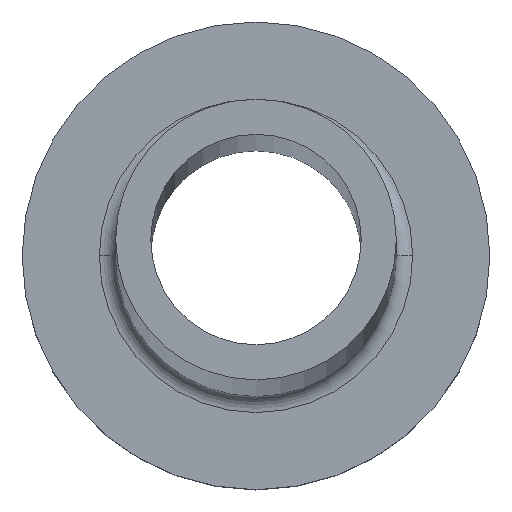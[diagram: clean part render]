
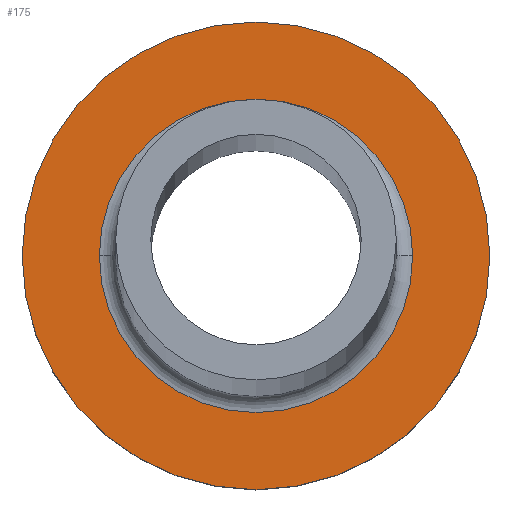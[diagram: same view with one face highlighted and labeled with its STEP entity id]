
A CAD part, top view. The second image highlights one B-rep face of the part: STEP entity #175.
In plain terms, the highlighted planar face has unit normal (0, 0, 1).
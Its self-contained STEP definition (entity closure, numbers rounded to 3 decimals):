
#5 = CIRCLE ( 'NONE', #249, 6.7 ) ;
#13 = FACE_OUTER_BOUND ( 'NONE', #355, .T. ) ;
#17 = VERTEX_POINT ( 'NONE', #248 ) ;
#22 = ORIENTED_EDGE ( 'NONE', *, *, #269, .T. ) ;
#26 = DIRECTION ( 'NONE',  ( 0., 0., 1. ) ) ;
#59 = CIRCLE ( 'NONE', #267, 10. ) ;
#64 = CARTESIAN_POINT ( 'NONE',  ( -10., 0., 7. ) ) ;
#67 = DIRECTION ( 'NONE',  ( 0., 0., -1. ) ) ;
#73 = DIRECTION ( 'NONE',  ( 1., 0., 0. ) ) ;
#98 = AXIS2_PLACEMENT_3D ( 'NONE', #102, #67, #335 ) ;
#102 = CARTESIAN_POINT ( 'NONE',  ( 0., 0., 7. ) ) ;
#130 = DIRECTION ( 'NONE',  ( 0., 0., -1. ) ) ;
#138 = DIRECTION ( 'NONE',  ( 1., 0., 0. ) ) ;
#154 = EDGE_CURVE ( 'NONE', #275, #173, #59, .T. ) ;
#164 = CARTESIAN_POINT ( 'NONE',  ( 0., 0., 7. ) ) ;
#168 = PLANE ( 'NONE',  #301 ) ;
#169 = ORIENTED_EDGE ( 'NONE', *, *, #273, .T. ) ;
#171 = CARTESIAN_POINT ( 'NONE',  ( 0., 0., 7. ) ) ;
#173 = VERTEX_POINT ( 'NONE', #264 ) ;
#175 = ADVANCED_FACE ( 'NONE', ( #189, #13 ), #168, .T. ) ;
#184 = CIRCLE ( 'NONE', #211, 10. ) ;
#189 = FACE_BOUND ( 'NONE', #227, .T. ) ;
#211 = AXIS2_PLACEMENT_3D ( 'NONE', #256, #304, #73 ) ;
#213 = EDGE_CURVE ( 'NONE', #17, #357, #282, .T. ) ;
#227 = EDGE_LOOP ( 'NONE', ( #22, #259 ) ) ;
#248 = CARTESIAN_POINT ( 'NONE',  ( -6.7, 0., 7. ) ) ;
#249 = AXIS2_PLACEMENT_3D ( 'NONE', #285, #130, #338 ) ;
#256 = CARTESIAN_POINT ( 'NONE',  ( 0., 0., 7. ) ) ;
#259 = ORIENTED_EDGE ( 'NONE', *, *, #213, .T. ) ;
#264 = CARTESIAN_POINT ( 'NONE',  ( 10., 0., 7. ) ) ;
#267 = AXIS2_PLACEMENT_3D ( 'NONE', #171, #26, #138 ) ;
#269 = EDGE_CURVE ( 'NONE', #357, #17, #5, .T. ) ;
#273 = EDGE_CURVE ( 'NONE', #173, #275, #184, .T. ) ;
#275 = VERTEX_POINT ( 'NONE', #64 ) ;
#282 = CIRCLE ( 'NONE', #98, 6.7 ) ;
#285 = CARTESIAN_POINT ( 'NONE',  ( 0., 0., 7. ) ) ;
#301 = AXIS2_PLACEMENT_3D ( 'NONE', #164, #312, #348 ) ;
#304 = DIRECTION ( 'NONE',  ( 0., 0., 1. ) ) ;
#312 = DIRECTION ( 'NONE',  ( 0., 0., 1. ) ) ;
#313 = ORIENTED_EDGE ( 'NONE', *, *, #154, .T. ) ;
#335 = DIRECTION ( 'NONE',  ( 1., 0., 0. ) ) ;
#338 = DIRECTION ( 'NONE',  ( 1., 0., 0. ) ) ;
#348 = DIRECTION ( 'NONE',  ( 1., 0., 0. ) ) ;
#355 = EDGE_LOOP ( 'NONE', ( #313, #169 ) ) ;
#357 = VERTEX_POINT ( 'NONE', #368 ) ;
#368 = CARTESIAN_POINT ( 'NONE',  ( 6.7, 0., 7. ) ) ;
